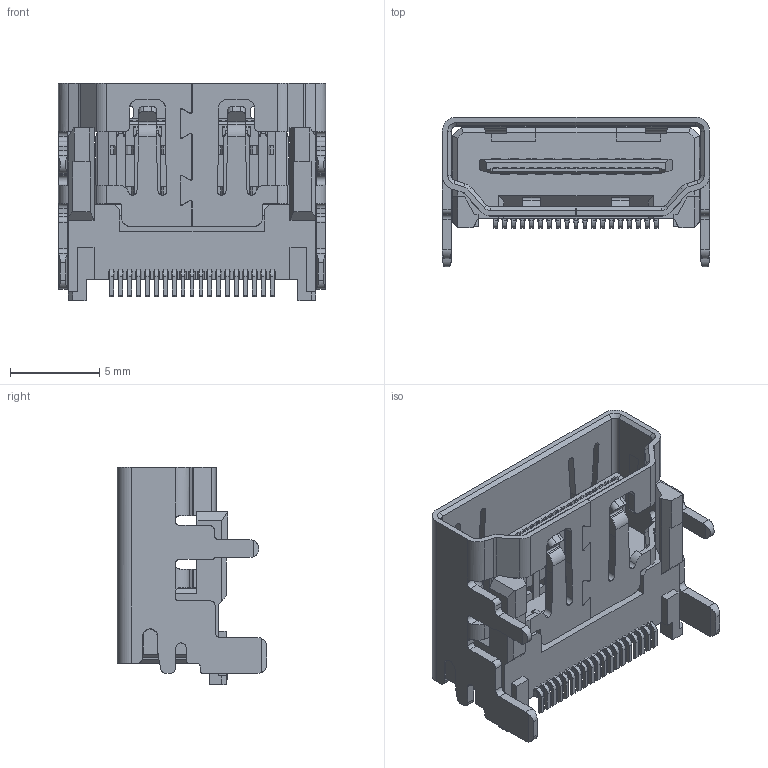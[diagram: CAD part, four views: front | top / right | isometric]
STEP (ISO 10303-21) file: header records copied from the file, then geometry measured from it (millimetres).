
FILE_DESCRIPTION (( 'STEP AP203' ), '1' );
FILE_NAME ('JTHDA-19F08.STEP', '2020-10-22T10:37:13', ( '' ), ( '' ), 'SwSTEP 2.0', 'SolidWorks 2016', '' );
FILE_SCHEMA (( 'CONFIG_CONTROL_DESIGN' ));
Length unit declared in the file: millimetre
Products named in the file (4): INTF_RED; JTHDA-19F08; COLOR75; 06___PRT_ALL_SURFS_6
Assembly tree (3 placements, depth 2):
  JTHDA-19F08
    06___PRT_ALL_SURFS_6
    COLOR75
    INTF_RED
Bounding box: 15 x 8.4 x 12.2 mm (x, y, z)
Volume: 479.8 mm3; surface area: 1611.8 mm2
Topology: 21 solids, 23 shells, 2178 faces, 6137 edges, 4080 vertices
Faces by surface type: plane 1592, cylinder 548, bspline 26, cone 12
Entity records: 72897 total; most frequent: CARTESIAN_POINT 16695, ORIENTED_EDGE 12262, DIRECTION 10655, EDGE_CURVE 6137, VECTOR 4713, LINE 4713, VERTEX_POINT 4080, AXIS2_PLACEMENT_3D 2971
